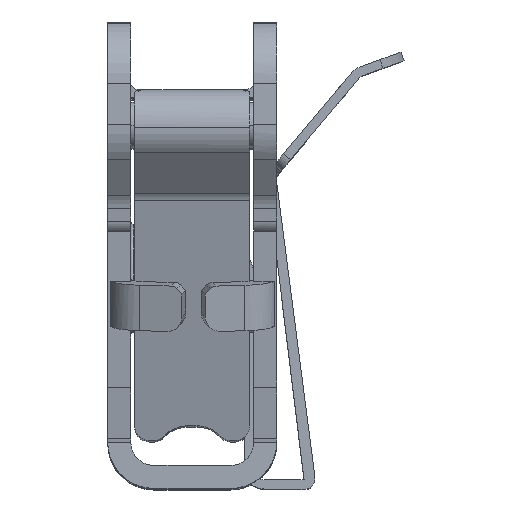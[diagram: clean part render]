
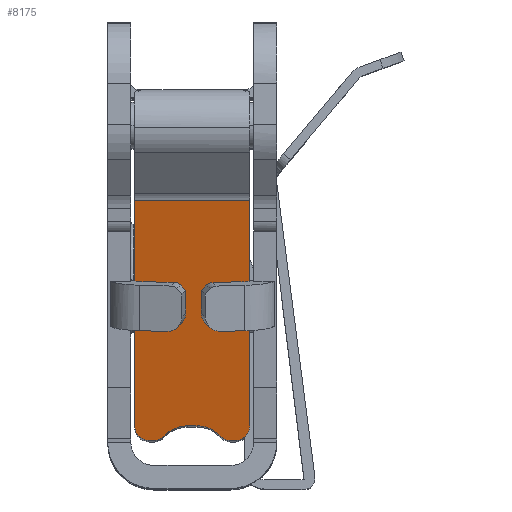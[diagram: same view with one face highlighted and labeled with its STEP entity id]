
A CAD part, top view. The second image highlights one B-rep face of the part: STEP entity #8175.
In plain terms, the highlighted face is planar.
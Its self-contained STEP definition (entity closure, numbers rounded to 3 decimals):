
#26 = CARTESIAN_POINT ( 'NONE',  ( 26.656, -1.8, 3.272 ) ) ;
#618 = CARTESIAN_POINT ( 'NONE',  ( 30.528, 13.731, -3.75 ) ) ;
#825 = AXIS2_PLACEMENT_3D ( 'NONE', #55861, #46622, #51010 ) ;
#1074 = VERTEX_POINT ( 'NONE', #32256 ) ;
#1283 = ORIENTED_EDGE ( 'NONE', *, *, #28033, .F. ) ;
#2368 = ORIENTED_EDGE ( 'NONE', *, *, #37176, .T. ) ;
#2412 = LINE ( 'NONE', #55690, #34767 ) ;
#2439 = ORIENTED_EDGE ( 'NONE', *, *, #5417, .F. ) ;
#3189 = CARTESIAN_POINT ( 'NONE',  ( 26.871, -0.934, -0.311 ) ) ;
#4176 = ORIENTED_EDGE ( 'NONE', *, *, #36438, .F. ) ;
#5210 = LINE ( 'NONE', #13288, #26455 ) ;
#5324 = DIRECTION ( 'NONE',  ( 0.171, 0.686, 0.707 ) ) ;
#5408 = CARTESIAN_POINT ( 'NONE',  ( 26.7, -1.62, -1.846 ) ) ;
#5417 = EDGE_CURVE ( 'NONE', #10237, #39985, #31432, .T. ) ;
#7007 = EDGE_CURVE ( 'NONE', #13996, #33997, #25209, .T. ) ;
#7840 = CARTESIAN_POINT ( 'NONE',  ( 26.73, -1.502, -1.725 ) ) ;
#8172 = VECTOR ( 'NONE', #43102, 1000. ) ;
#8175 = ADVANCED_FACE ( 'NONE', ( #11313 ), #38514, .F. ) ;
#8201 = CARTESIAN_POINT ( 'NONE',  ( 26.745, -1.44, 3.642 ) ) ;
#8933 = CARTESIAN_POINT ( 'NONE',  ( 26.63, -1.904, -2.75 ) ) ;
#9167 = DIRECTION ( 'NONE',  ( 0., 0., 1. ) ) ;
#9789 = CARTESIAN_POINT ( 'NONE',  ( 26.7, -1.62, -1.846 ) ) ;
#10237 = VERTEX_POINT ( 'NONE', #51252 ) ;
#10676 = ORIENTED_EDGE ( 'NONE', *, *, #29114, .F. ) ;
#11313 = FACE_OUTER_BOUND ( 'NONE', #14716, .T. ) ;
#11631 = ORIENTED_EDGE ( 'NONE', *, *, #43323, .F. ) ;
#11891 = CARTESIAN_POINT ( 'NONE',  ( 26.73, -1.502, 1.725 ) ) ;
#12441 = EDGE_CURVE ( 'NONE', #18166, #44457, #20766, .T. ) ;
#12999 = CARTESIAN_POINT ( 'NONE',  ( 26.81, -1.179, 1.318 ) ) ;
#13071 = CARTESIAN_POINT ( 'NONE',  ( 26.808, -1.188, 3.75 ) ) ;
#13245 = CARTESIAN_POINT ( 'NONE',  ( 26.63, -1.904, -3.012 ) ) ;
#13288 = CARTESIAN_POINT ( 'NONE',  ( 30.528, 13.731, 3.75 ) ) ;
#13996 = VERTEX_POINT ( 'NONE', #48004 ) ;
#14624 = B_SPLINE_CURVE_WITH_KNOTS ( 'NONE', 3,
 ( #19162, #49945, #36838, #54250 ),
 .UNSPECIFIED., .F., .F.,
 ( 4, 4 ),
 ( 0., 1. ),
 .UNSPECIFIED. ) ;
#14656 = LINE ( 'NONE', #27741, #50870 ) ;
#14716 = EDGE_LOOP ( 'NONE', ( #10676, #2439, #27533, #51298, #20477, #31918, #18751, #1283, #4176, #48508, #11631, #31107, #31931, #2368 ) ) ;
#16247 = CARTESIAN_POINT ( 'NONE',  ( 26.871, -0.934, -0.311 ) ) ;
#17075 = CARTESIAN_POINT ( 'NONE',  ( 26.871, -0.934, 0.311 ) ) ;
#17257 = CARTESIAN_POINT ( 'NONE',  ( 26.63, -1.904, 3.75 ) ) ;
#17853 = VECTOR ( 'NONE', #9167, 1000. ) ;
#17875 = CARTESIAN_POINT ( 'NONE',  ( 26.656, -1.8, -3.272 ) ) ;
#18166 = VERTEX_POINT ( 'NONE', #24832 ) ;
#18611 = CARTESIAN_POINT ( 'NONE',  ( 26.7, -1.62, -1.846 ) ) ;
#18751 = ORIENTED_EDGE ( 'NONE', *, *, #12441, .F. ) ;
#19157 = EDGE_CURVE ( 'NONE', #42710, #22476, #14656, .T. ) ;
#19162 = CARTESIAN_POINT ( 'NONE',  ( 26.7, -1.62, 1.846 ) ) ;
#20055 = DIRECTION ( 'NONE',  ( 0., 0., -1. ) ) ;
#20371 = LINE ( 'NONE', #37491, #35666 ) ;
#20477 = ORIENTED_EDGE ( 'NONE', *, *, #45697, .F. ) ;
#20766 = B_SPLINE_CURVE_WITH_KNOTS ( 'NONE', 3,
 ( #7840, #37955, #21108, #25498, #42839, #3189 ),
 .UNSPECIFIED., .F., .F.,
 ( 4, 2, 4 ),
 ( 0., 0.5, 1. ),
 .UNSPECIFIED. ) ;
#21108 = CARTESIAN_POINT ( 'NONE',  ( 26.81, -1.179, -1.318 ) ) ;
#21733 = VERTEX_POINT ( 'NONE', #34269 ) ;
#22476 = VERTEX_POINT ( 'NONE', #48339 ) ;
#22484 = CARTESIAN_POINT ( 'NONE',  ( 26.745, -1.44, -3.642 ) ) ;
#23024 = EDGE_CURVE ( 'NONE', #38307, #42710, #2412, .T. ) ;
#24832 = CARTESIAN_POINT ( 'NONE',  ( 26.73, -1.502, -1.725 ) ) ;
#25055 = VERTEX_POINT ( 'NONE', #9789 ) ;
#25209 = LINE ( 'NONE', #11891, #56621 ) ;
#25498 = CARTESIAN_POINT ( 'NONE',  ( 26.859, -0.984, -0.834 ) ) ;
#26084 = DIRECTION ( 'NONE',  ( -0.242, -0.97, 0. ) ) ;
#26355 = CARTESIAN_POINT ( 'NONE',  ( 26.775, -1.323, 1.54 ) ) ;
#26455 = VECTOR ( 'NONE', #26084, 1000. ) ;
#27173 = CARTESIAN_POINT ( 'NONE',  ( 26.808, -1.188, -3.75 ) ) ;
#27461 = B_SPLINE_CURVE_WITH_KNOTS ( 'NONE', 3,
 ( #40745, #27173, #22484, #17875, #13245, #8933 ),
 .UNSPECIFIED., .F., .F.,
 ( 4, 2, 4 ),
 ( 0., 0.5, 1. ),
 .UNSPECIFIED. ) ;
#27533 = ORIENTED_EDGE ( 'NONE', *, *, #48991, .F. ) ;
#27741 = CARTESIAN_POINT ( 'NONE',  ( 30.528, 13.731, -3.75 ) ) ;
#28033 = EDGE_CURVE ( 'NONE', #25055, #18166, #54249, .T. ) ;
#29114 = EDGE_CURVE ( 'NONE', #39985, #21733, #30586, .T. ) ;
#30181 = CARTESIAN_POINT ( 'NONE',  ( 26.63, -1.904, 3.012 ) ) ;
#30586 = B_SPLINE_CURVE_WITH_KNOTS ( 'NONE', 3,
 ( #35080, #30181, #26, #8201, #13071, #43512 ),
 .UNSPECIFIED., .F., .F.,
 ( 4, 2, 4 ),
 ( 0., 0.5, 1. ),
 .UNSPECIFIED. ) ;
#31107 = ORIENTED_EDGE ( 'NONE', *, *, #19157, .F. ) ;
#31432 = LINE ( 'NONE', #17257, #17853 ) ;
#31739 = CARTESIAN_POINT ( 'NONE',  ( 26.656, -1.8, -2.031 ) ) ;
#31918 = ORIENTED_EDGE ( 'NONE', *, *, #44952, .F. ) ;
#31931 = ORIENTED_EDGE ( 'NONE', *, *, #23024, .F. ) ;
#32256 = CARTESIAN_POINT ( 'NONE',  ( 26.63, -1.904, -2.553 ) ) ;
#33366 = VECTOR ( 'NONE', #5324, 1000. ) ;
#33850 = LINE ( 'NONE', #55542, #8172 ) ;
#33997 = VERTEX_POINT ( 'NONE', #44668 ) ;
#34172 = CARTESIAN_POINT ( 'NONE',  ( 26.871, -0.934, 0.572 ) ) ;
#34269 = CARTESIAN_POINT ( 'NONE',  ( 26.871, -0.934, 3.75 ) ) ;
#34767 = VECTOR ( 'NONE', #20055, 1000. ) ;
#35080 = CARTESIAN_POINT ( 'NONE',  ( 26.63, -1.904, 2.75 ) ) ;
#35666 = VECTOR ( 'NONE', #56278, 1000. ) ;
#36438 = EDGE_CURVE ( 'NONE', #1074, #25055, #41014, .T. ) ;
#36838 = CARTESIAN_POINT ( 'NONE',  ( 26.63, -1.904, 2.292 ) ) ;
#37176 = EDGE_CURVE ( 'NONE', #38307, #21733, #5210, .T. ) ;
#37491 = CARTESIAN_POINT ( 'NONE',  ( 26.871, -0.934, 3.75 ) ) ;
#37659 = VERTEX_POINT ( 'NONE', #45560 ) ;
#37955 = CARTESIAN_POINT ( 'NONE',  ( 26.775, -1.323, -1.54 ) ) ;
#38307 = VERTEX_POINT ( 'NONE', #53195 ) ;
#38514 = PLANE ( 'NONE',  #825 ) ;
#39985 = VERTEX_POINT ( 'NONE', #49348 ) ;
#40419 = CARTESIAN_POINT ( 'NONE',  ( 26.63, -1.904, -2.553 ) ) ;
#40441 = EDGE_CURVE ( 'NONE', #37659, #1074, #33850, .T. ) ;
#40745 = CARTESIAN_POINT ( 'NONE',  ( 26.871, -0.934, -3.75 ) ) ;
#41014 = B_SPLINE_CURVE_WITH_KNOTS ( 'NONE', 3,
 ( #40419, #45655, #31739, #5408 ),
 .UNSPECIFIED., .F., .F.,
 ( 4, 4 ),
 ( 0., 1. ),
 .UNSPECIFIED. ) ;
#42710 = VERTEX_POINT ( 'NONE', #618 ) ;
#42836 = DIRECTION ( 'NONE',  ( -0.171, -0.686, 0.707 ) ) ;
#42839 = CARTESIAN_POINT ( 'NONE',  ( 26.871, -0.934, -0.572 ) ) ;
#43102 = DIRECTION ( 'NONE',  ( 0., 0., 1. ) ) ;
#43323 = EDGE_CURVE ( 'NONE', #22476, #37659, #27461, .T. ) ;
#43512 = CARTESIAN_POINT ( 'NONE',  ( 26.871, -0.934, 3.75 ) ) ;
#44457 = VERTEX_POINT ( 'NONE', #16247 ) ;
#44668 = CARTESIAN_POINT ( 'NONE',  ( 26.7, -1.62, 1.846 ) ) ;
#44952 = EDGE_CURVE ( 'NONE', #44457, #55167, #20371, .T. ) ;
#45118 = DIRECTION ( 'NONE',  ( -0.242, -0.97, 0. ) ) ;
#45560 = CARTESIAN_POINT ( 'NONE',  ( 26.63, -1.904, -2.75 ) ) ;
#45655 = CARTESIAN_POINT ( 'NONE',  ( 26.63, -1.904, -2.292 ) ) ;
#45697 = EDGE_CURVE ( 'NONE', #55167, #13996, #52172, .T. ) ;
#46622 = DIRECTION ( 'NONE',  ( -0.97, 0.242, 0. ) ) ;
#47794 = CARTESIAN_POINT ( 'NONE',  ( 26.73, -1.502, 1.725 ) ) ;
#48004 = CARTESIAN_POINT ( 'NONE',  ( 26.73, -1.502, 1.725 ) ) ;
#48339 = CARTESIAN_POINT ( 'NONE',  ( 26.871, -0.934, -3.75 ) ) ;
#48508 = ORIENTED_EDGE ( 'NONE', *, *, #40441, .F. ) ;
#48991 = EDGE_CURVE ( 'NONE', #33997, #10237, #14624, .T. ) ;
#49348 = CARTESIAN_POINT ( 'NONE',  ( 26.63, -1.904, 2.75 ) ) ;
#49945 = CARTESIAN_POINT ( 'NONE',  ( 26.656, -1.8, 2.031 ) ) ;
#50870 = VECTOR ( 'NONE', #45118, 1000. ) ;
#51010 = DIRECTION ( 'NONE',  ( -0.242, -0.97, 0. ) ) ;
#51252 = CARTESIAN_POINT ( 'NONE',  ( 26.63, -1.904, 2.553 ) ) ;
#51298 = ORIENTED_EDGE ( 'NONE', *, *, #7007, .F. ) ;
#52172 = B_SPLINE_CURVE_WITH_KNOTS ( 'NONE', 3,
 ( #56148, #34172, #52437, #12999, #26355, #47794 ),
 .UNSPECIFIED., .F., .F.,
 ( 4, 2, 4 ),
 ( 0., 0.5, 1. ),
 .UNSPECIFIED. ) ;
#52437 = CARTESIAN_POINT ( 'NONE',  ( 26.859, -0.984, 0.834 ) ) ;
#53195 = CARTESIAN_POINT ( 'NONE',  ( 30.528, 13.731, 3.75 ) ) ;
#54249 = LINE ( 'NONE', #18611, #33366 ) ;
#54250 = CARTESIAN_POINT ( 'NONE',  ( 26.63, -1.904, 2.553 ) ) ;
#55167 = VERTEX_POINT ( 'NONE', #17075 ) ;
#55542 = CARTESIAN_POINT ( 'NONE',  ( 26.63, -1.904, 3.75 ) ) ;
#55690 = CARTESIAN_POINT ( 'NONE',  ( 30.528, 13.731, 3.75 ) ) ;
#55861 = CARTESIAN_POINT ( 'NONE',  ( 27.689, 2.346, 3.75 ) ) ;
#56148 = CARTESIAN_POINT ( 'NONE',  ( 26.871, -0.934, 0.311 ) ) ;
#56278 = DIRECTION ( 'NONE',  ( 0., 0., 1. ) ) ;
#56621 = VECTOR ( 'NONE', #42836, 1000. ) ;
